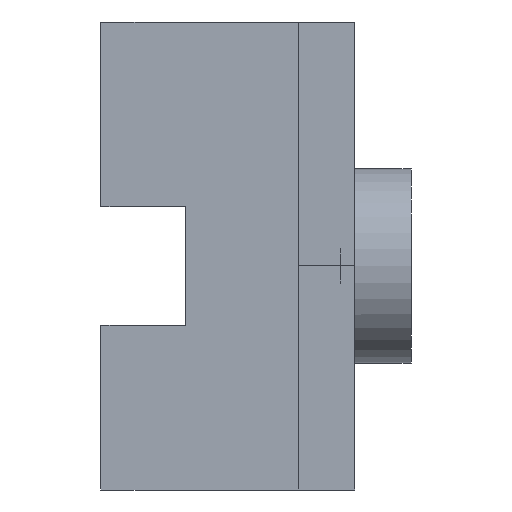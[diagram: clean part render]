
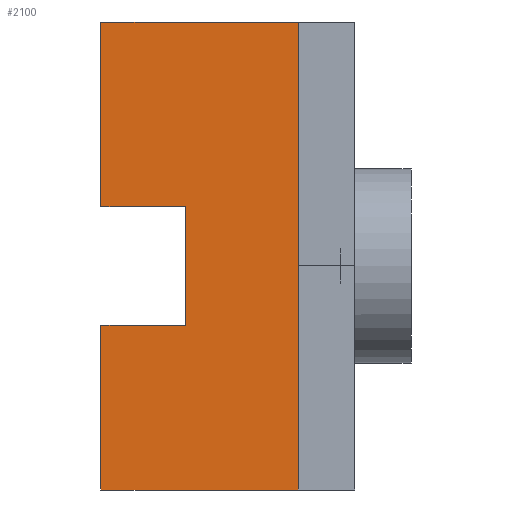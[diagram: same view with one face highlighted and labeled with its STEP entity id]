
A CAD part, left-side view. The second image highlights one B-rep face of the part: STEP entity #2100.
In plain terms, the highlighted planar face has unit normal (-1, 0, 0).
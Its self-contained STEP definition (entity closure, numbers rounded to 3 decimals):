
#209=LINE('',#3424,#372);
#211=LINE('',#3430,#374);
#214=LINE('',#3435,#377);
#217=LINE('',#3456,#380);
#218=LINE('',#3467,#381);
#240=LINE('',#3551,#403);
#245=LINE('',#3560,#408);
#246=LINE('',#3562,#409);
#372=VECTOR('',#2821,10.);
#374=VECTOR('',#2825,10.);
#377=VECTOR('',#2830,10.);
#380=VECTOR('',#2851,10.);
#381=VECTOR('',#2864,10.);
#403=VECTOR('',#2964,10.);
#408=VECTOR('',#2973,10.);
#409=VECTOR('',#2976,10.);
#591=FACE_OUTER_BOUND('',#756,.T.);
#756=EDGE_LOOP('',(#1913,#1914,#1915,#1916,#1917,#1918,#1919,#1920));
#1043=VERTEX_POINT('',#3418);
#1045=VERTEX_POINT('',#3422);
#1046=VERTEX_POINT('',#3426);
#1048=VERTEX_POINT('',#3429);
#1058=VERTEX_POINT('',#3454);
#1062=VERTEX_POINT('',#3466);
#1084=VERTEX_POINT('',#3548);
#1087=VERTEX_POINT('',#3558);
#1302=EDGE_CURVE('',#1043,#1045,#209,.T.);
#1304=EDGE_CURVE('',#1048,#1046,#211,.T.);
#1307=EDGE_CURVE('',#1045,#1048,#214,.T.);
#1318=EDGE_CURVE('',#1058,#1046,#217,.T.);
#1324=EDGE_CURVE('',#1043,#1062,#218,.T.);
#1366=EDGE_CURVE('',#1084,#1058,#240,.T.);
#1371=EDGE_CURVE('',#1087,#1062,#245,.T.);
#1372=EDGE_CURVE('',#1087,#1084,#246,.T.);
#1913=ORIENTED_EDGE('',*,*,#1304,.T.);
#1914=ORIENTED_EDGE('',*,*,#1318,.F.);
#1915=ORIENTED_EDGE('',*,*,#1366,.F.);
#1916=ORIENTED_EDGE('',*,*,#1372,.F.);
#1917=ORIENTED_EDGE('',*,*,#1371,.T.);
#1918=ORIENTED_EDGE('',*,*,#1324,.F.);
#1919=ORIENTED_EDGE('',*,*,#1302,.T.);
#1920=ORIENTED_EDGE('',*,*,#1307,.T.);
#1991=PLANE('',#2350);
#2100=ADVANCED_FACE('',(#591),#1991,.T.);
#2350=AXIS2_PLACEMENT_3D('',#3561,#2974,#2975);
#2821=DIRECTION('',(0.,-1.,0.));
#2825=DIRECTION('',(0.,1.,0.));
#2830=DIRECTION('',(0.,0.,-1.));
#2851=DIRECTION('',(0.,0.,1.));
#2864=DIRECTION('',(0.,0.,1.));
#2964=DIRECTION('',(0.,1.,0.));
#2973=DIRECTION('',(0.,1.,0.));
#2974=DIRECTION('center_axis',(-1.,0.,0.));
#2975=DIRECTION('ref_axis',(0.,0.,1.));
#2976=DIRECTION('',(0.,0.,-1.));
#3418=CARTESIAN_POINT('',(-18.45,8.5,2.1));
#3422=CARTESIAN_POINT('',(-18.45,5.5,2.1));
#3424=CARTESIAN_POINT('',(-18.45,5.,2.1));
#3426=CARTESIAN_POINT('',(-18.45,8.5,-2.1));
#3429=CARTESIAN_POINT('',(-18.45,5.5,-2.1));
#3430=CARTESIAN_POINT('',(-18.45,5.,-2.1));
#3435=CARTESIAN_POINT('',(-18.45,5.5,-3.8));
#3454=CARTESIAN_POINT('',(-18.45,8.5,-7.95));
#3456=CARTESIAN_POINT('',(-18.45,8.5,8.65));
#3466=CARTESIAN_POINT('',(-18.45,8.5,8.65));
#3467=CARTESIAN_POINT('',(-18.45,8.5,8.65));
#3548=CARTESIAN_POINT('',(-18.45,1.5,-7.95));
#3551=CARTESIAN_POINT('',(-18.45,1.5,-7.95));
#3558=CARTESIAN_POINT('',(-18.45,1.5,8.65));
#3560=CARTESIAN_POINT('',(-18.45,1.5,8.65));
#3561=CARTESIAN_POINT('Origin',(-18.45,1.5,-7.95));
#3562=CARTESIAN_POINT('',(-18.45,1.5,8.65));
